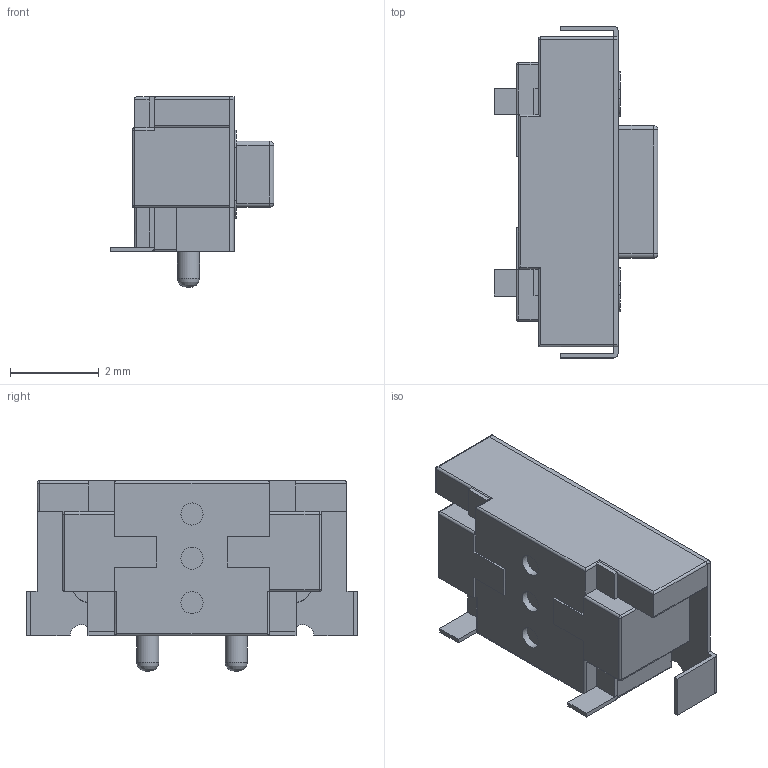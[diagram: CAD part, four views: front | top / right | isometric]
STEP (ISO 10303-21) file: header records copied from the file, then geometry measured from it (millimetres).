
FILE_DESCRIPTION(/* description */ (''),/* implementation_level */ '2;1');
FILE_NAME(/* name */ 'SMD Push Button vertical.step',/* time_stamp */ '2020-10-21T13:08:13+02:00',/* author */ (''),/* organization */ (''),/* preprocessor_version */ 'ST-DEVELOPER v18.1',/* originating_system */ 'Autodesk Translation Framework v9.3.0.1241',/* authorisation */ '');
FILE_SCHEMA (('AUTOMOTIVE_DESIGN { 1 0 10303 214 3 1 1 }'));
Length unit declared in the file: millimetre
Products named in the file (1): SMD Push Button vertical
Bounding box: 3.7 x 7.5 x 4.3 mm (x, y, z)
Volume: 49.3 mm3; surface area: 157 mm2
Topology: 9 solids, 9 shells, 192 faces, 465 edges, 296 vertices
Faces by surface type: plane 121, cylinder 61, sphere 8, bspline 2
Full cylindrical faces by diameter (mm): 0.5 x5
Entity records: 5651 total; most frequent: CARTESIAN_POINT 1006, DIRECTION 970, ORIENTED_EDGE 930, EDGE_CURVE 465, LINE 342, VECTOR 342, AXIS2_PLACEMENT_3D 314, VERTEX_POINT 296
